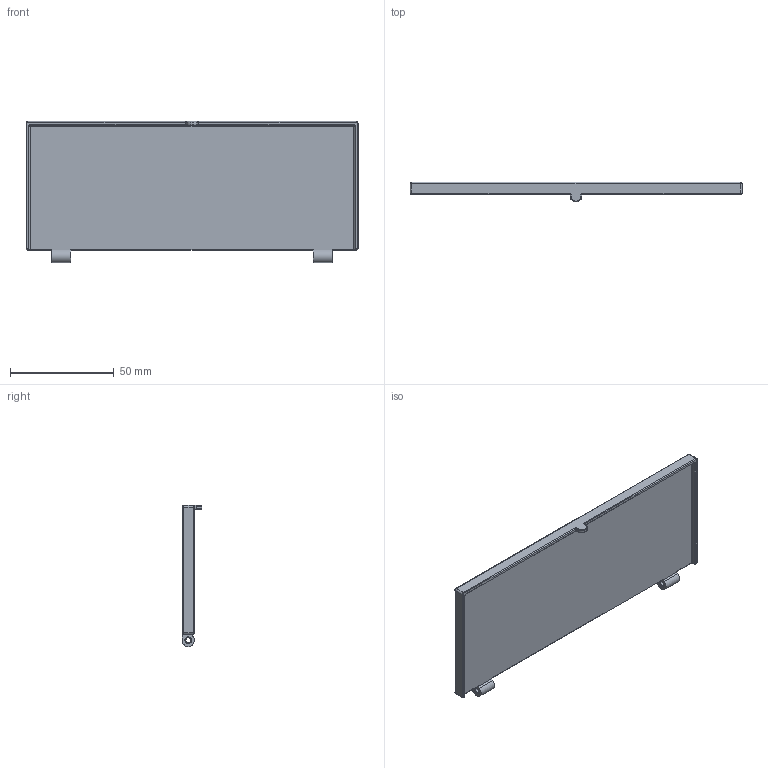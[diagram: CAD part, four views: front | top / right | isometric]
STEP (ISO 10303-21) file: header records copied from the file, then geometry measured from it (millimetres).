
FILE_DESCRIPTION (( 'STEP AP214' ), '1' );
FILE_NAME ('cover.STEP', '2025-09-18T00:32:34', ( '' ), ( '' ), 'SwSTEP 2.0', 'SolidWorks 2023', '' );
FILE_SCHEMA (( 'AUTOMOTIVE_DESIGN' ));
Length unit declared in the file: millimetre
Products named in the file (1): cover
Bounding box: 160 x 9.6 x 68 mm (x, y, z)
Volume: 41010.5 mm3; surface area: 22818.5 mm2
Topology: 1 solids, 1 shells, 102 faces, 241 edges, 134 vertices
Faces by surface type: cylinder 46, torus 26, plane 22, sphere 8
Entity records: 2886 total; most frequent: DIRECTION 569, CARTESIAN_POINT 470, ORIENTED_EDGE 466, AXIS2_PLACEMENT_3D 233, EDGE_CURVE 233, VERTEX_POINT 134, CIRCLE 130, EDGE_LOOP 107
